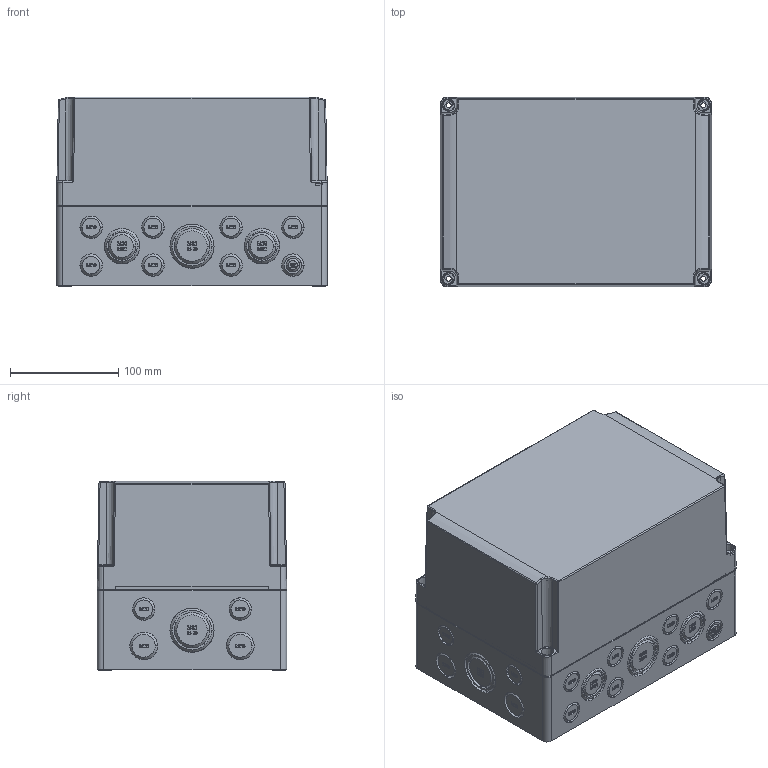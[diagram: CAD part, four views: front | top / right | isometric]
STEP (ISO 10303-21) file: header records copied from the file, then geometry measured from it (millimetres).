
FILE_DESCRIPTION((''),'2;1');
FILE_NAME('SPCM182518HT_ASM','2020-01-27T13:16:41',('antti_kumpulainen'),(''),'CREO PARAMETRIC BY PTC INC, 2019224','CREO PARAMETRIC BY PTC INC, 2019224','');
FILE_SCHEMA(('AUTOMOTIVE_DESIGN { 1 0 10303 214 1 1 1 1 }'));
Products named in the file (3): SPCM182508B; SPCT182510L; SPCM182518HT_ASM
Assembly tree (2 placements, depth 2):
  SPCM182518HT_ASM
    SPCM182508B
    SPCT182510L
Bounding box: 250 x 175 x 175 mm (x, y, z)
Volume: 801646.8 mm3; surface area: 491529.6 mm2
Topology: 2 solids, 2 shells, 5422 faces, 14690 edges, 9571 vertices
Faces by surface type: plane 4149, cone 385, cylinder 376, torus 220, bspline 132, extrusion 128, sphere 32
Entity records: 232084 total; most frequent: CARTESIAN_POINT 51139, ORIENTED_EDGE 29288, DIRECTION 26274, EDGE_CURVE 14644, PRESENTATION_STYLE_ASSIGNMENT 14121, STYLED_ITEM 14121, CURVE_STYLE 14120, VECTOR 12371
